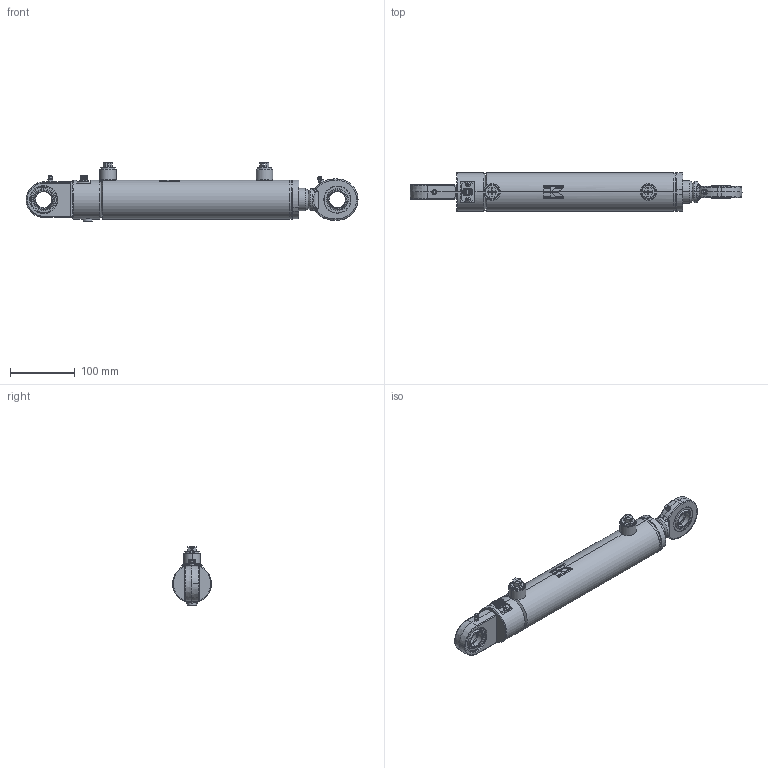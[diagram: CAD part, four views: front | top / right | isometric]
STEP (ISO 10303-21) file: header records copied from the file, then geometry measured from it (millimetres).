
FILE_DESCRIPTION (( 'STEP AP214' ), '1' );
FILE_NAME ('CFGCY0023744-Cylinder.step', '2025-05-14T09:39:16', ( 'Kramp IT' ), ( 'Kramp' ), 'SwSTEP 2.0', 'SolidWorks 2021', '' );
FILE_SCHEMA (( 'AUTOMOTIVE_DESIGN' ));
Length unit declared in the file: millimetre
Products named in the file (27): LSN06E; Tube_Simplified; 47219; DS2905001RO; Tube-MA_Simplified; LAD-TRANSDUCER; GK25DO-RD; LAD-BACKUPRING; Rod_Simplified; GF25DO; LAD-ORING; Rod-WA_Simplified; SP06M; ISO738048RVS; GF25DO-EC; DS2905013035VM_Simplified; LAD-MAGNET; GK25DO; LAD-ROD; LAD-KTERMINATION4PIN; DS3905013035_Simplified; 916510; VSR02WD; MATE-AID; CFGCY0023744-Cylinder; Tube-WA_Simplified
Assembly tree (28 placements, depth 5):
  MATE-AID
  CFGCY0023744-Cylinder
    Tube-WA_Simplified
      Tube-MA_Simplified
        Tube_Simplified
        LSN06E
      LSN06E
      DS2905001RO
        DS2905001RO
        LAD-TRANSDUCER
          LAD-ROD
          LAD-BACKUPRING
          LAD-ORING
          LAD-KTERMINATION4PIN
          ISO738048RVS  x2
          LAD-MAGNET
          47219
        916510
        VSR02WD
      GF25DO-EC
        GF25DO
    Rod-WA_Simplified
      Rod_Simplified
      GK25DO-RD
        GK25DO
    DS2905013035VM_Simplified
      DS3905013035_Simplified
    SP06M  x2
Bounding box: 514.5 x 60 x 90.31 mm (x, y, z)
Volume: 865586.8 mm3; surface area: 256502.3 mm2
Topology: 29 solids, 30 shells, 998 faces, 2371 edges, 1461 vertices
Faces by surface type: cylinder 337, plane 326, cone 167, bspline 132, torus 32, sphere 4
Entity records: 46959 total; most frequent: CARTESIAN_POINT 20957, ORIENTED_EDGE 4182, DIRECTION 4171, EDGE_CURVE 2091, AXIS2_PLACEMENT_3D 1676, VERTEX_POINT 1304, EDGE_LOOP 997, ADVANCED_FACE 889
